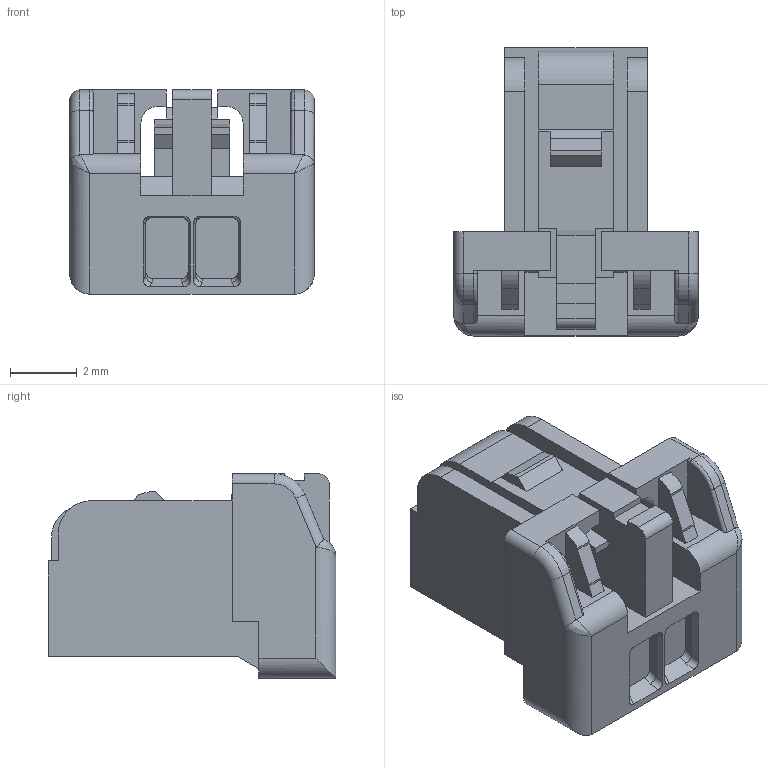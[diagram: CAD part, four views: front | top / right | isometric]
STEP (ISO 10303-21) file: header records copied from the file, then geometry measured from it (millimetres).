
FILE_DESCRIPTION(/* description */ (''),/* implementation_level */ '2;1');
FILE_NAME(/* name */ '5025780200wbm000_01_214.stp',/* time_stamp */ '2024-07-03T14:26:35+06:00',/* author */ (''),/* organization */ (''),/* preprocessor_version */ 'ST-DEVELOPER v16.7',/* originating_system */ 'SIEMENS PLM Software NX 1919',/* authorisation */ '');
FILE_SCHEMA (('AUTOMOTIVE_DESIGN { 1 0 10303 214 3 1 1 1 }'));
Length unit declared in the file: millimetre
Products named in the file (1): 5025780200wbm000_01
Bounding box: 7.3 x 8.6 x 6.1 mm (x, y, z)
Volume: 177.6 mm3; surface area: 375.4 mm2
Topology: 1 solids, 1 shells, 180 faces, 508 edges, 330 vertices
Faces by surface type: plane 134, cylinder 40, torus 4, bspline 2
Entity records: 5980 total; most frequent: CARTESIAN_POINT 1271, ORIENTED_EDGE 1012, DIRECTION 932, EDGE_CURVE 506, LINE 414, VECTOR 414, VERTEX_POINT 330, AXIS2_PLACEMENT_3D 259
